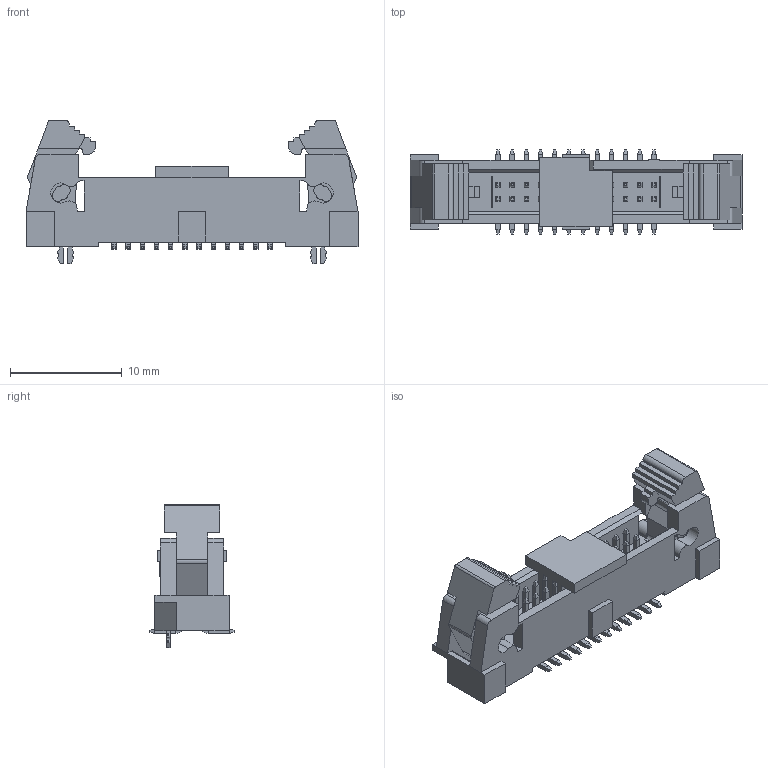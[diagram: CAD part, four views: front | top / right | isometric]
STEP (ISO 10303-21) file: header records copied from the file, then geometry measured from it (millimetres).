
FILE_DESCRIPTION( ('This file contains a STEP AP42 implementation' ,'as created by ZW3D STEP Interface translator.') ,'2;1' );
FILE_NAME( '3231-XXMXXBSX2.stp' ,'231124.164743', (''), ('ZWCAD Software Co.'), 'Version 1.0', 'ZW3D to STEP translator', '' );
FILE_SCHEMA(('AUTOMOTIVE_DESIGN { 1 0 10303 214 1 1 1 1 }'));
Length unit declared in the file: millimetre
Products named in the file (3): 0; 3231-24MXXBSR2; CAP3131-G201_1
Assembly tree (1 placements, depth 2):
  0
  3231-24MXXBSR2
    CAP3131-G201_1
Bounding box: 29.72 x 7.52 x 12.82 mm (x, y, z)
Volume: 959.9 mm3; surface area: 1839.1 mm2
Topology: 2 solids, 6 shells, 1051 faces, 2523 edges, 1532 vertices
Faces by surface type: plane 897, cylinder 148, torus 4, bspline 2
Entity records: 30754 total; most frequent: CARTESIAN_POINT 5160, ORIENTED_EDGE 5046, DIRECTION 4959, EDGE_CURVE 2523, VECTOR 2185, LINE 2185, VERTEX_POINT 1532, AXIS2_PLACEMENT_3D 1387
